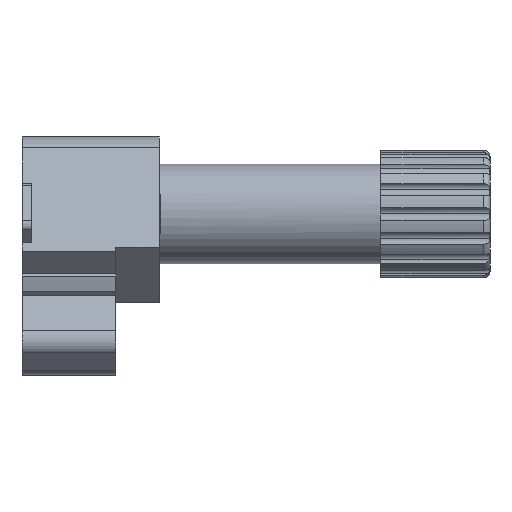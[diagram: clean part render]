
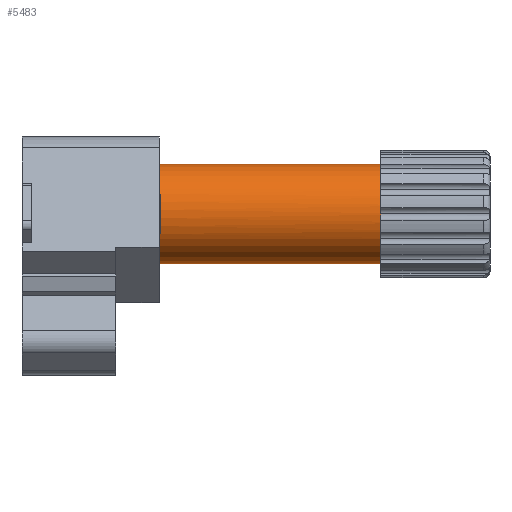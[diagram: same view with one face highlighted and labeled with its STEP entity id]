
A CAD part, left-side view. The second image highlights one B-rep face of the part: STEP entity #5483.
In plain terms, the highlighted cylindrical face has radius 16 mm (diameter 32 mm), a partial arc.
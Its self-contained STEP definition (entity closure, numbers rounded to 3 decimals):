
#68 = VERTEX_POINT ( 'NONE', #1569 ) ;
#240 = DIRECTION ( 'NONE',  ( 0., -1., 0. ) ) ;
#390 = EDGE_CURVE ( 'NONE', #4624, #4101, #3104, .T. ) ;
#467 = VERTEX_POINT ( 'NONE', #5651 ) ;
#481 = EDGE_LOOP ( 'NONE', ( #4353, #2003, #8299, #3285 ) ) ;
#505 = VERTEX_POINT ( 'NONE', #765 ) ;
#672 = EDGE_CURVE ( 'NONE', #68, #8497, #8214, .T. ) ;
#765 = CARTESIAN_POINT ( 'NONE',  ( -14.664, 108., -6.4 ) ) ;
#1054 = CARTESIAN_POINT ( 'NONE',  ( 0., 90.5, 0. ) ) ;
#1095 = DIRECTION ( 'NONE',  ( 0., 1., 0. ) ) ;
#1104 = CARTESIAN_POINT ( 'NONE',  ( 0., 0., 16. ) ) ;
#1373 = CIRCLE ( 'NONE', #6199, 16. ) ;
#1414 = DIRECTION ( 'NONE',  ( 0., 0., -1. ) ) ;
#1461 = DIRECTION ( 'NONE',  ( 0., 0., -1. ) ) ;
#1569 = CARTESIAN_POINT ( 'NONE',  ( 0., 132., -16. ) ) ;
#1666 = FACE_BOUND ( 'NONE', #4580, .T. ) ;
#1677 = EDGE_CURVE ( 'NONE', #467, #7376, #1373, .T. ) ;
#1756 = DIRECTION ( 'NONE',  ( 0., -1., 0. ) ) ;
#1959 = AXIS2_PLACEMENT_3D ( 'NONE', #7400, #240, #1461 ) ;
#2003 = ORIENTED_EDGE ( 'NONE', *, *, #3609, .T. ) ;
#2076 = DIRECTION ( 'NONE',  ( 0., -1., 0. ) ) ;
#2245 = EDGE_CURVE ( 'NONE', #7696, #505, #5964, .T. ) ;
#2311 = ORIENTED_EDGE ( 'NONE', *, *, #2245, .F. ) ;
#2316 = AXIS2_PLACEMENT_3D ( 'NONE', #7695, #1756, #6343 ) ;
#2374 = CARTESIAN_POINT ( 'NONE',  ( -14.664, 0., 6.4 ) ) ;
#2418 = DIRECTION ( 'NONE',  ( 0., -1., 0. ) ) ;
#2459 = CARTESIAN_POINT ( 'NONE',  ( -14.664, 90.5, 6.4 ) ) ;
#2604 = DIRECTION ( 'NONE',  ( 0., 0., -1. ) ) ;
#2965 = DIRECTION ( 'NONE',  ( 0., -1., 0. ) ) ;
#3104 = LINE ( 'NONE', #1104, #7979 ) ;
#3285 = ORIENTED_EDGE ( 'NONE', *, *, #5177, .F. ) ;
#3354 = AXIS2_PLACEMENT_3D ( 'NONE', #4660, #7221, #1414 ) ;
#3472 = ORIENTED_EDGE ( 'NONE', *, *, #1677, .F. ) ;
#3479 = CIRCLE ( 'NONE', #3354, 16. ) ;
#3522 = CARTESIAN_POINT ( 'NONE',  ( 0., 0., 16. ) ) ;
#3609 = EDGE_CURVE ( 'NONE', #4624, #68, #5220, .T. ) ;
#3795 = EDGE_CURVE ( 'NONE', #505, #467, #5004, .T. ) ;
#3801 = CARTESIAN_POINT ( 'NONE',  ( -14.664, 0., -6.4 ) ) ;
#3910 = VECTOR ( 'NONE', #6966, 1000. ) ;
#3943 = CARTESIAN_POINT ( 'NONE',  ( -14.664, 108., 6.4 ) ) ;
#4024 = CARTESIAN_POINT ( 'NONE',  ( 0., 0., 0. ) ) ;
#4101 = VERTEX_POINT ( 'NONE', #3522 ) ;
#4316 = LINE ( 'NONE', #2374, #3910 ) ;
#4353 = ORIENTED_EDGE ( 'NONE', *, *, #390, .F. ) ;
#4580 = EDGE_LOOP ( 'NONE', ( #8435, #3472, #6473, #2311 ) ) ;
#4624 = VERTEX_POINT ( 'NONE', #6687 ) ;
#4660 = CARTESIAN_POINT ( 'NONE',  ( 0., 0., 0. ) ) ;
#5004 = LINE ( 'NONE', #3801, #7720 ) ;
#5094 = VECTOR ( 'NONE', #2965, 1000. ) ;
#5177 = EDGE_CURVE ( 'NONE', #4101, #8497, #3479, .T. ) ;
#5220 = CIRCLE ( 'NONE', #2316, 16. ) ;
#5286 = AXIS2_PLACEMENT_3D ( 'NONE', #4024, #2076, #2604 ) ;
#5469 = CARTESIAN_POINT ( 'NONE',  ( 0., 0., -16. ) ) ;
#5483 = ADVANCED_FACE ( 'NONE', ( #5644, #1666 ), #7929, .T. ) ;
#5644 = FACE_OUTER_BOUND ( 'NONE', #481, .T. ) ;
#5651 = CARTESIAN_POINT ( 'NONE',  ( -14.664, 90.5, -6.4 ) ) ;
#5964 = CIRCLE ( 'NONE', #1959, 16. ) ;
#6199 = AXIS2_PLACEMENT_3D ( 'NONE', #1054, #1095, #7164 ) ;
#6229 = EDGE_CURVE ( 'NONE', #7376, #7696, #4316, .T. ) ;
#6343 = DIRECTION ( 'NONE',  ( 0., 0., -1. ) ) ;
#6380 = CARTESIAN_POINT ( 'NONE',  ( 0., 0., -16. ) ) ;
#6473 = ORIENTED_EDGE ( 'NONE', *, *, #3795, .F. ) ;
#6687 = CARTESIAN_POINT ( 'NONE',  ( 0., 132., 16. ) ) ;
#6966 = DIRECTION ( 'NONE',  ( 0., 1., 0. ) ) ;
#7164 = DIRECTION ( 'NONE',  ( 0., 0., 1. ) ) ;
#7221 = DIRECTION ( 'NONE',  ( 0., -1., 0. ) ) ;
#7376 = VERTEX_POINT ( 'NONE', #2459 ) ;
#7400 = CARTESIAN_POINT ( 'NONE',  ( 0., 108., 0. ) ) ;
#7695 = CARTESIAN_POINT ( 'NONE',  ( 0., 132., 0. ) ) ;
#7696 = VERTEX_POINT ( 'NONE', #3943 ) ;
#7720 = VECTOR ( 'NONE', #2418, 1000. ) ;
#7741 = DIRECTION ( 'NONE',  ( 0., -1., 0. ) ) ;
#7929 = CYLINDRICAL_SURFACE ( 'NONE', #5286, 16. ) ;
#7979 = VECTOR ( 'NONE', #7741, 1000. ) ;
#8214 = LINE ( 'NONE', #5469, #5094 ) ;
#8299 = ORIENTED_EDGE ( 'NONE', *, *, #672, .T. ) ;
#8435 = ORIENTED_EDGE ( 'NONE', *, *, #6229, .F. ) ;
#8497 = VERTEX_POINT ( 'NONE', #6380 ) ;
